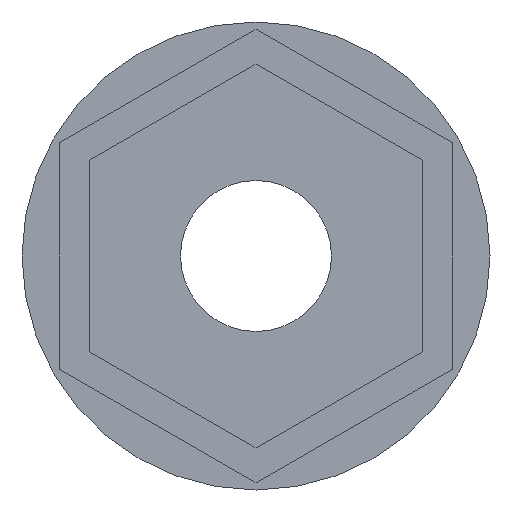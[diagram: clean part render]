
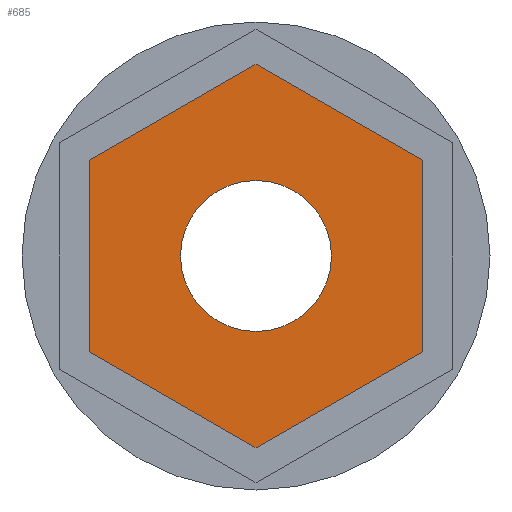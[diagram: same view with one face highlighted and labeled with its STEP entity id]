
A CAD part, front view. The second image highlights one B-rep face of the part: STEP entity #685.
In plain terms, the highlighted planar face has unit normal (0, -1, 0).
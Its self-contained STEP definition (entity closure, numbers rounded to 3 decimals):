
#1 = LINE ( 'NONE', #677, #542 ) ;
#19 = VERTEX_POINT ( 'NONE', #261 ) ;
#45 = DIRECTION ( 'NONE',  ( 0., 1., 0. ) ) ;
#58 = CARTESIAN_POINT ( 'NONE',  ( -11., 0., -6.351 ) ) ;
#59 = ORIENTED_EDGE ( 'NONE', *, *, #434, .T. ) ;
#84 = DIRECTION ( 'NONE',  ( 0., 0., 1. ) ) ;
#92 = LINE ( 'NONE', #279, #146 ) ;
#104 = FACE_OUTER_BOUND ( 'NONE', #342, .T. ) ;
#110 = AXIS2_PLACEMENT_3D ( 'NONE', #365, #45, #745 ) ;
#126 = EDGE_CURVE ( 'NONE', #376, #317, #783, .T. ) ;
#146 = VECTOR ( 'NONE', #84, 1000. ) ;
#150 = LINE ( 'NONE', #415, #199 ) ;
#151 = CARTESIAN_POINT ( 'NONE',  ( 0., 0., 0. ) ) ;
#159 = DIRECTION ( 'NONE',  ( 0., -1., 0. ) ) ;
#162 = VERTEX_POINT ( 'NONE', #227 ) ;
#183 = ORIENTED_EDGE ( 'NONE', *, *, #666, .T. ) ;
#194 = CARTESIAN_POINT ( 'NONE',  ( 11., 0., 6.351 ) ) ;
#195 = EDGE_CURVE ( 'NONE', #162, #162, #223, .T. ) ;
#199 = VECTOR ( 'NONE', #229, 1000. ) ;
#223 = CIRCLE ( 'NONE', #709, 5. ) ;
#227 = CARTESIAN_POINT ( 'NONE',  ( 0., 0., -5. ) ) ;
#229 = DIRECTION ( 'NONE',  ( 0.866, 0., 0.5 ) ) ;
#236 = DIRECTION ( 'NONE',  ( -0.866, 0., -0.5 ) ) ;
#237 = LINE ( 'NONE', #617, #660 ) ;
#247 = VERTEX_POINT ( 'NONE', #472 ) ;
#250 = VERTEX_POINT ( 'NONE', #719 ) ;
#254 = VECTOR ( 'NONE', #349, 1000. ) ;
#261 = CARTESIAN_POINT ( 'NONE',  ( 11., 0., -6.351 ) ) ;
#262 = ORIENTED_EDGE ( 'NONE', *, *, #371, .T. ) ;
#270 = EDGE_LOOP ( 'NONE', ( #537 ) ) ;
#279 = CARTESIAN_POINT ( 'NONE',  ( 11., 0., -6.351 ) ) ;
#317 = VERTEX_POINT ( 'NONE', #58 ) ;
#342 = EDGE_LOOP ( 'NONE', ( #649, #672, #59, #183, #799, #262 ) ) ;
#345 = VERTEX_POINT ( 'NONE', #547 ) ;
#349 = DIRECTION ( 'NONE',  ( 0., 0., -1. ) ) ;
#365 = CARTESIAN_POINT ( 'NONE',  ( 0., 0., 0. ) ) ;
#371 = EDGE_CURVE ( 'NONE', #317, #247, #237, .T. ) ;
#376 = VERTEX_POINT ( 'NONE', #741 ) ;
#411 = DIRECTION ( 'NONE',  ( 0., 0., -1. ) ) ;
#415 = CARTESIAN_POINT ( 'NONE',  ( 0., 0., -12.702 ) ) ;
#434 = EDGE_CURVE ( 'NONE', #345, #250, #760, .T. ) ;
#472 = CARTESIAN_POINT ( 'NONE',  ( 0., 0., -12.702 ) ) ;
#537 = ORIENTED_EDGE ( 'NONE', *, *, #195, .F. ) ;
#542 = VECTOR ( 'NONE', #236, 1000. ) ;
#547 = CARTESIAN_POINT ( 'NONE',  ( 11., 0., 6.351 ) ) ;
#607 = VECTOR ( 'NONE', #640, 1000. ) ;
#616 = PLANE ( 'NONE',  #110 ) ;
#617 = CARTESIAN_POINT ( 'NONE',  ( -11., 0., -6.351 ) ) ;
#622 = EDGE_CURVE ( 'NONE', #247, #19, #150, .T. ) ;
#640 = DIRECTION ( 'NONE',  ( -0.866, 0., 0.5 ) ) ;
#642 = EDGE_CURVE ( 'NONE', #19, #345, #92, .T. ) ;
#649 = ORIENTED_EDGE ( 'NONE', *, *, #622, .T. ) ;
#660 = VECTOR ( 'NONE', #795, 1000. ) ;
#666 = EDGE_CURVE ( 'NONE', #250, #376, #1, .T. ) ;
#672 = ORIENTED_EDGE ( 'NONE', *, *, #642, .T. ) ;
#677 = CARTESIAN_POINT ( 'NONE',  ( -11., 0., 6.351 ) ) ;
#681 = FACE_BOUND ( 'NONE', #270, .T. ) ;
#685 = ADVANCED_FACE ( 'NONE', ( #104, #681 ), #616, .F. ) ;
#709 = AXIS2_PLACEMENT_3D ( 'NONE', #151, #159, #411 ) ;
#719 = CARTESIAN_POINT ( 'NONE',  ( 0., 0., 12.702 ) ) ;
#724 = CARTESIAN_POINT ( 'NONE',  ( -11., 0., -6.351 ) ) ;
#741 = CARTESIAN_POINT ( 'NONE',  ( -11., 0., 6.351 ) ) ;
#745 = DIRECTION ( 'NONE',  ( 0., 0., 1. ) ) ;
#760 = LINE ( 'NONE', #194, #607 ) ;
#783 = LINE ( 'NONE', #724, #254 ) ;
#795 = DIRECTION ( 'NONE',  ( 0.866, 0., -0.5 ) ) ;
#799 = ORIENTED_EDGE ( 'NONE', *, *, #126, .T. ) ;
